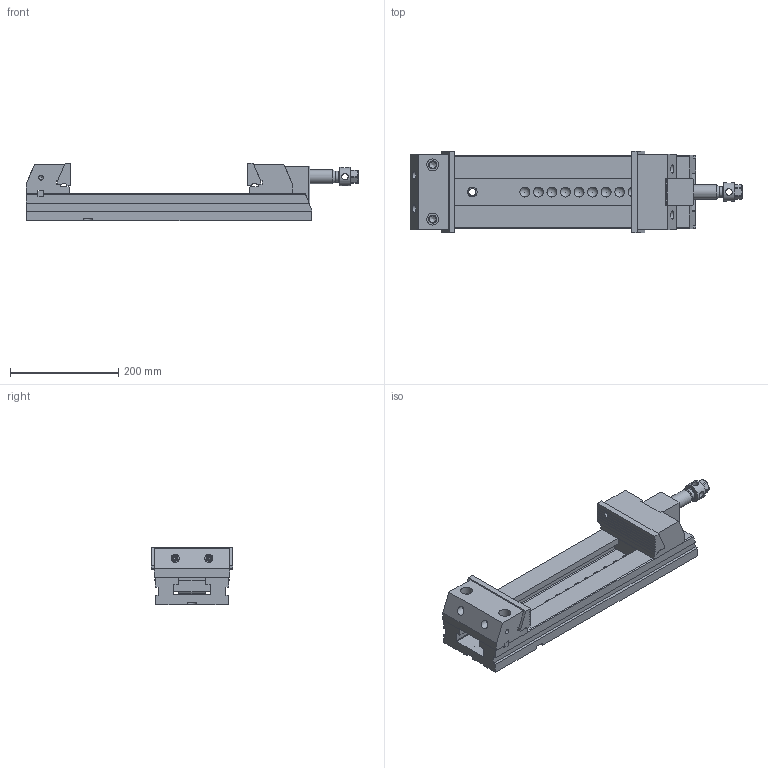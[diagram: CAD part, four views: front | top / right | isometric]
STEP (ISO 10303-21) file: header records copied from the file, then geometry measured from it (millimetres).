
FILE_DESCRIPTION(/* description */ (''),/* implementation_level */ '2;1');
FILE_NAME(/* name */ '30_150X_Mordaza.stp',/* time_stamp */ '2013-10-24T09:57:09+02:00',/* author */ (''),/* organization */ (''),/* preprocessor_version */ 'ST-DEVELOPER v11',/* originating_system */ 'SIEMENS PLM Software NX 7.5',/* authorisation */ '');
FILE_SCHEMA (('CONFIG_CONTROL_DESIGN'));
Length unit declared in the file: millimetre
Products named in the file (1): 30_150X_Mordaza
Bounding box: 612.75 x 150 x 107 mm (x, y, z)
Volume: 3766568.5 mm3; surface area: 511223.1 mm2
Topology: 12 solids, 12 shells, 438 faces, 1208 edges, 803 vertices
Faces by surface type: plane 283, cylinder 98, cone 33, sphere 15, torus 9
Full cylindrical faces by diameter (mm): 4.351 x1, 5.188 x5, 6.985 x4, 8.5 x2, 8.782 x5, 10 x4, 10.579 x4, 12 x4, 12.376 x2, 13 x6, 15 x6, 16 x2, 16.5 x1, 18 x2, 19 x4, 20 x3, 21.25 x1, 22 x2, 26 x1, 30 x2, 33.8 x1, 34 x3
Entity records: 13066 total; most frequent: CARTESIAN_POINT 2551, DIRECTION 2120, ORIENTED_EDGE 2004, EDGE_CURVE 1002, VERTEX_POINT 730, AXIS2_PLACEMENT_3D 719, LINE 682, VECTOR 682
